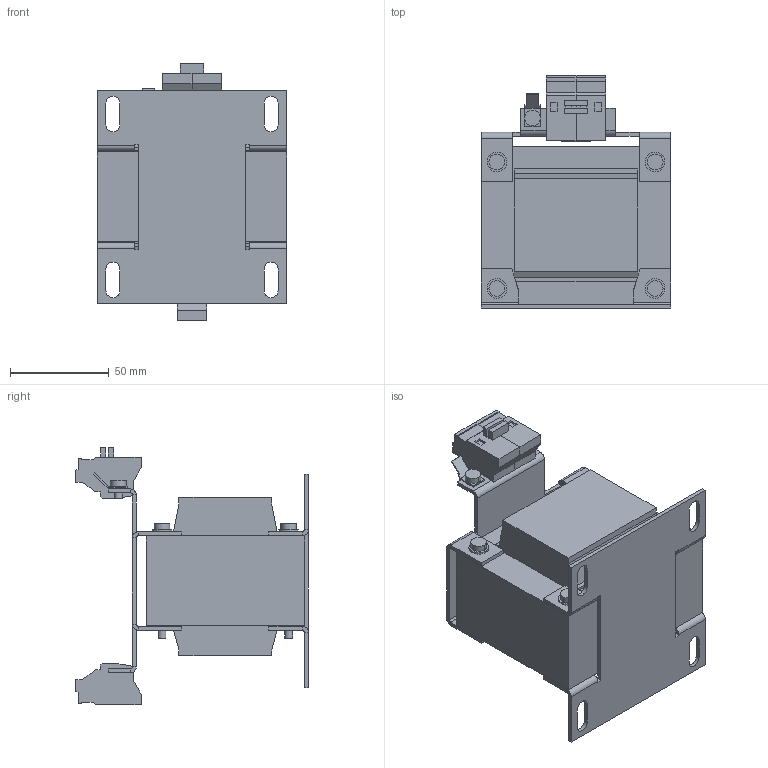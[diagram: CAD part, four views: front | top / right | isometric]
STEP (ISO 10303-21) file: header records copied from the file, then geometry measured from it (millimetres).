
FILE_DESCRIPTION (( 'STEP AP214' ), '1' );
FILE_NAME ('208890.STEP', '2020-07-15T13:07:46', ( '' ), ( '' ), 'SwSTEP 2.0', 'SolidWorks 2018', '' );
FILE_SCHEMA (( 'AUTOMOTIVE_DESIGN' ));
Length unit declared in the file: millimetre
Products named in the file (1): 208890
Bounding box: 96 x 117.7 x 130 mm (x, y, z)
Volume: 518518.6 mm3; surface area: 81517.4 mm2
Topology: 1 solids, 1 shells, 390 faces, 989 edges, 621 vertices
Faces by surface type: plane 302, cylinder 88
Entity records: 11609 total; most frequent: CARTESIAN_POINT 2001, ORIENTED_EDGE 1978, DIRECTION 1953, EDGE_CURVE 989, LINE 807, VECTOR 807, VERTEX_POINT 621, AXIS2_PLACEMENT_3D 573
